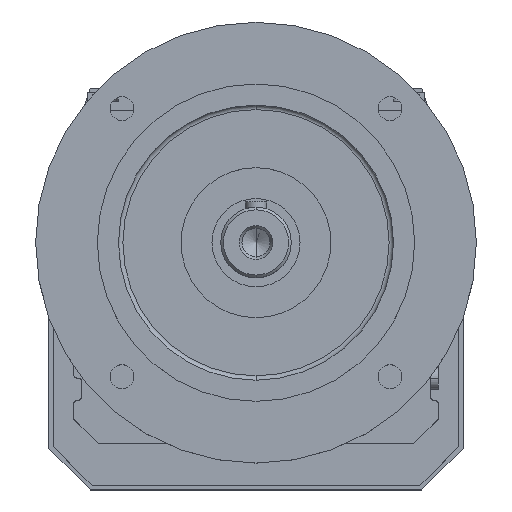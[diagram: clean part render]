
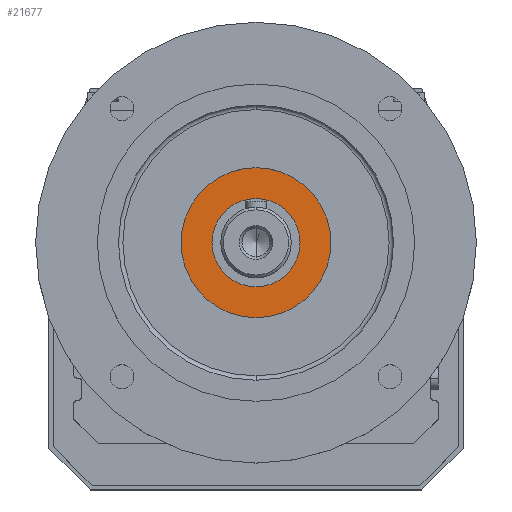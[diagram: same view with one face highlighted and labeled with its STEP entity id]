
A CAD part, top view. The second image highlights one B-rep face of the part: STEP entity #21677.
In plain terms, the highlighted planar face has unit normal (0, 0, 1).
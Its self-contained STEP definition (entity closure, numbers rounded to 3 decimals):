
#21442 = CYLINDRICAL_SURFACE('',#21443,42.525);
#21443 = AXIS2_PLACEMENT_3D('',#21444,#21445,#21446);
#21444 = CARTESIAN_POINT('',(0.,15.9,300.));
#21445 = DIRECTION('',(0.,0.,1.));
#21446 = DIRECTION('',(0.,-1.,0.));
#21495 = CYLINDRICAL_SURFACE('',#21496,42.525);
#21496 = AXIS2_PLACEMENT_3D('',#21497,#21498,#21499);
#21497 = CARTESIAN_POINT('',(0.,15.9,300.));
#21498 = DIRECTION('',(0.,0.,1.));
#21499 = DIRECTION('',(0.,-1.,0.));
#21537 = VERTEX_POINT('',#21538);
#21538 = CARTESIAN_POINT('',(0.,58.425,212.));
#21559 = VERTEX_POINT('',#21560);
#21560 = CARTESIAN_POINT('',(0.,-26.625,212.));
#21579 = EDGE_CURVE('',#21537,#21559,#21580,.T.);
#21580 = SURFACE_CURVE('',#21581,(#21586,#21615),.PCURVE_S1.);
#21581 = CIRCLE('',#21582,42.525);
#21582 = AXIS2_PLACEMENT_3D('',#21583,#21584,#21585);
#21583 = CARTESIAN_POINT('',(0.,15.9,212.));
#21584 = DIRECTION('',(0.,0.,-1.));
#21585 = DIRECTION('',(-1.,0.,0.));
#21586 = PCURVE('',#21442,#21587);
#21587 = DEFINITIONAL_REPRESENTATION('',(#21588),#21614);
#21588 = B_SPLINE_CURVE_WITH_KNOTS('',3,(#21589,#21590,#21591,#21592,
    #21593,#21594,#21595,#21596,#21597,#21598,#21599,#21600,#21601,
    #21602,#21603,#21604,#21605,#21606,#21607,#21608,#21609,#21610,
    #21611,#21612,#21613),.UNSPECIFIED.,.F.,.F.,(4,1,1,1,1,1,1,1,1,1,1,1
    ,1,1,1,1,1,1,1,1,1,1,4),(1.571,1.714,
    1.856,1.999,2.142,2.285,
    2.428,2.57,2.713,2.856,
    2.999,3.142,3.284,3.427,
    3.57,3.713,3.856,3.998,
    4.141,4.284,4.427,4.57,
    4.712),.QUASI_UNIFORM_KNOTS.);
#21589 = CARTESIAN_POINT('',(3.142,-88.));
#21590 = CARTESIAN_POINT('',(3.094,-88.));
#21591 = CARTESIAN_POINT('',(2.999,-88.));
#21592 = CARTESIAN_POINT('',(2.856,-88.));
#21593 = CARTESIAN_POINT('',(2.713,-88.));
#21594 = CARTESIAN_POINT('',(2.57,-88.));
#21595 = CARTESIAN_POINT('',(2.428,-88.));
#21596 = CARTESIAN_POINT('',(2.285,-88.));
#21597 = CARTESIAN_POINT('',(2.142,-88.));
#21598 = CARTESIAN_POINT('',(1.999,-88.));
#21599 = CARTESIAN_POINT('',(1.856,-88.));
#21600 = CARTESIAN_POINT('',(1.714,-88.));
#21601 = CARTESIAN_POINT('',(1.571,-88.));
#21602 = CARTESIAN_POINT('',(1.428,-88.));
#21603 = CARTESIAN_POINT('',(1.285,-88.));
#21604 = CARTESIAN_POINT('',(1.142,-88.));
#21605 = CARTESIAN_POINT('',(1.,-88.));
#21606 = CARTESIAN_POINT('',(0.857,-88.));
#21607 = CARTESIAN_POINT('',(0.714,-88.));
#21608 = CARTESIAN_POINT('',(0.571,-88.));
#21609 = CARTESIAN_POINT('',(0.428,-88.));
#21610 = CARTESIAN_POINT('',(0.286,-88.));
#21611 = CARTESIAN_POINT('',(0.143,-88.));
#21612 = CARTESIAN_POINT('',(0.048,-88.));
#21613 = CARTESIAN_POINT('',(0.,-88.));
#21614 = ( GEOMETRIC_REPRESENTATION_CONTEXT(2) 
PARAMETRIC_REPRESENTATION_CONTEXT() REPRESENTATION_CONTEXT('2D SPACE',''
  ) );
#21615 = PCURVE('',#21616,#21621);
#21616 = PLANE('',#21617);
#21617 = AXIS2_PLACEMENT_3D('',#21618,#21619,#21620);
#21618 = CARTESIAN_POINT('',(-18.344,9.044,212.));
#21619 = DIRECTION('',(0.,0.,-1.));
#21620 = DIRECTION('',(-1.,0.,0.));
#21621 = DEFINITIONAL_REPRESENTATION('',(#21622),#21626);
#21622 = CIRCLE('',#21623,42.525);
#21623 = AXIS2_PLACEMENT_2D('',#21624,#21625);
#21624 = CARTESIAN_POINT('',(-18.344,6.856));
#21625 = DIRECTION('',(1.,0.));
#21626 = ( GEOMETRIC_REPRESENTATION_CONTEXT(2) 
PARAMETRIC_REPRESENTATION_CONTEXT() REPRESENTATION_CONTEXT('2D SPACE',''
  ) );
#21631 = EDGE_CURVE('',#21559,#21537,#21632,.T.);
#21632 = SURFACE_CURVE('',#21633,(#21638,#21667),.PCURVE_S1.);
#21633 = CIRCLE('',#21634,42.525);
#21634 = AXIS2_PLACEMENT_3D('',#21635,#21636,#21637);
#21635 = CARTESIAN_POINT('',(0.,15.9,212.));
#21636 = DIRECTION('',(0.,0.,-1.));
#21637 = DIRECTION('',(-1.,0.,0.));
#21638 = PCURVE('',#21495,#21639);
#21639 = DEFINITIONAL_REPRESENTATION('',(#21640),#21666);
#21640 = B_SPLINE_CURVE_WITH_KNOTS('',3,(#21641,#21642,#21643,#21644,
    #21645,#21646,#21647,#21648,#21649,#21650,#21651,#21652,#21653,
    #21654,#21655,#21656,#21657,#21658,#21659,#21660,#21661,#21662,
    #21663,#21664,#21665),.UNSPECIFIED.,.F.,.F.,(4,1,1,1,1,1,1,1,1,1,1,1
    ,1,1,1,1,1,1,1,1,1,1,4),(4.712,4.855,
    4.998,5.141,5.284,5.426,
    5.569,5.712,5.855,5.998,
    6.14,6.283,6.426,6.569,
    6.712,6.854,6.997,7.14,
    7.283,7.426,7.568,7.711,
    7.854),.QUASI_UNIFORM_KNOTS.);
#21641 = CARTESIAN_POINT('',(6.283,-88.));
#21642 = CARTESIAN_POINT('',(6.236,-88.));
#21643 = CARTESIAN_POINT('',(6.14,-88.));
#21644 = CARTESIAN_POINT('',(5.998,-88.));
#21645 = CARTESIAN_POINT('',(5.855,-88.));
#21646 = CARTESIAN_POINT('',(5.712,-88.));
#21647 = CARTESIAN_POINT('',(5.569,-88.));
#21648 = CARTESIAN_POINT('',(5.426,-88.));
#21649 = CARTESIAN_POINT('',(5.284,-88.));
#21650 = CARTESIAN_POINT('',(5.141,-88.));
#21651 = CARTESIAN_POINT('',(4.998,-88.));
#21652 = CARTESIAN_POINT('',(4.855,-88.));
#21653 = CARTESIAN_POINT('',(4.712,-88.));
#21654 = CARTESIAN_POINT('',(4.57,-88.));
#21655 = CARTESIAN_POINT('',(4.427,-88.));
#21656 = CARTESIAN_POINT('',(4.284,-88.));
#21657 = CARTESIAN_POINT('',(4.141,-88.));
#21658 = CARTESIAN_POINT('',(3.998,-88.));
#21659 = CARTESIAN_POINT('',(3.856,-88.));
#21660 = CARTESIAN_POINT('',(3.713,-88.));
#21661 = CARTESIAN_POINT('',(3.57,-88.));
#21662 = CARTESIAN_POINT('',(3.427,-88.));
#21663 = CARTESIAN_POINT('',(3.284,-88.));
#21664 = CARTESIAN_POINT('',(3.189,-88.));
#21665 = CARTESIAN_POINT('',(3.142,-88.));
#21666 = ( GEOMETRIC_REPRESENTATION_CONTEXT(2) 
PARAMETRIC_REPRESENTATION_CONTEXT() REPRESENTATION_CONTEXT('2D SPACE',''
  ) );
#21667 = PCURVE('',#21616,#21668);
#21668 = DEFINITIONAL_REPRESENTATION('',(#21669),#21673);
#21669 = CIRCLE('',#21670,42.525);
#21670 = AXIS2_PLACEMENT_2D('',#21671,#21672);
#21671 = CARTESIAN_POINT('',(-18.344,6.856));
#21672 = DIRECTION('',(1.,0.));
#21673 = ( GEOMETRIC_REPRESENTATION_CONTEXT(2) 
PARAMETRIC_REPRESENTATION_CONTEXT() REPRESENTATION_CONTEXT('2D SPACE',''
  ) );
#21677 = ADVANCED_FACE('',(#21678,#21744),#21616,.F.);
#21678 = FACE_BOUND('',#21679,.T.);
#21679 = EDGE_LOOP('',(#21680,#21714));
#21680 = ORIENTED_EDGE('',*,*,#21681,.F.);
#21681 = EDGE_CURVE('',#21682,#21684,#21686,.T.);
#21682 = VERTEX_POINT('',#21683);
#21683 = CARTESIAN_POINT('',(0.,-9.1,212.));
#21684 = VERTEX_POINT('',#21685);
#21685 = CARTESIAN_POINT('',(0.,40.9,212.));
#21686 = SURFACE_CURVE('',#21687,(#21692,#21703),.PCURVE_S1.);
#21687 = CIRCLE('',#21688,25.);
#21688 = AXIS2_PLACEMENT_3D('',#21689,#21690,#21691);
#21689 = CARTESIAN_POINT('',(0.,15.9,212.));
#21690 = DIRECTION('',(0.,0.,1.));
#21691 = DIRECTION('',(-1.,0.,0.));
#21692 = PCURVE('',#21616,#21693);
#21693 = DEFINITIONAL_REPRESENTATION('',(#21694),#21702);
#21694 = ( BOUNDED_CURVE() B_SPLINE_CURVE(2,(#21695,#21696,#21697,#21698
    ,#21699,#21700,#21701),.UNSPECIFIED.,.F.,.F.) 
B_SPLINE_CURVE_WITH_KNOTS((1,2,2,2,2,1),(-2.094,0.,
    2.094,4.189,6.283,8.378),
.UNSPECIFIED.) CURVE() GEOMETRIC_REPRESENTATION_ITEM() 
RATIONAL_B_SPLINE_CURVE((1.,0.5,1.,0.5,1.,0.5,1.)) REPRESENTATION_ITEM(
  '') );
#21695 = CARTESIAN_POINT('',(6.656,6.856));
#21696 = CARTESIAN_POINT('',(6.656,-36.445));
#21697 = CARTESIAN_POINT('',(-30.844,-14.794));
#21698 = CARTESIAN_POINT('',(-68.344,6.856));
#21699 = CARTESIAN_POINT('',(-30.844,28.507));
#21700 = CARTESIAN_POINT('',(6.656,50.157));
#21701 = CARTESIAN_POINT('',(6.656,6.856));
#21702 = ( GEOMETRIC_REPRESENTATION_CONTEXT(2) 
PARAMETRIC_REPRESENTATION_CONTEXT() REPRESENTATION_CONTEXT('2D SPACE',''
  ) );
#21703 = PCURVE('',#21704,#21709);
#21704 = CYLINDRICAL_SURFACE('',#21705,25.);
#21705 = AXIS2_PLACEMENT_3D('',#21706,#21707,#21708);
#21706 = CARTESIAN_POINT('',(0.,15.9,300.));
#21707 = DIRECTION('',(0.,0.,1.));
#21708 = DIRECTION('',(0.,-1.,0.));
#21709 = DEFINITIONAL_REPRESENTATION('',(#21710),#21713);
#21710 = B_SPLINE_CURVE_WITH_KNOTS('',1,(#21711,#21712),.UNSPECIFIED.,
  .F.,.F.,(2,2),(1.571,4.712),
  .PIECEWISE_BEZIER_KNOTS.);
#21711 = CARTESIAN_POINT('',(0.,-88.));
#21712 = CARTESIAN_POINT('',(3.142,-88.));
#21713 = ( GEOMETRIC_REPRESENTATION_CONTEXT(2) 
PARAMETRIC_REPRESENTATION_CONTEXT() REPRESENTATION_CONTEXT('2D SPACE',''
  ) );
#21714 = ORIENTED_EDGE('',*,*,#21715,.F.);
#21715 = EDGE_CURVE('',#21684,#21682,#21716,.T.);
#21716 = SURFACE_CURVE('',#21717,(#21722,#21733),.PCURVE_S1.);
#21717 = CIRCLE('',#21718,25.);
#21718 = AXIS2_PLACEMENT_3D('',#21719,#21720,#21721);
#21719 = CARTESIAN_POINT('',(0.,15.9,212.));
#21720 = DIRECTION('',(0.,0.,1.));
#21721 = DIRECTION('',(-1.,0.,0.));
#21722 = PCURVE('',#21616,#21723);
#21723 = DEFINITIONAL_REPRESENTATION('',(#21724),#21732);
#21724 = ( BOUNDED_CURVE() B_SPLINE_CURVE(2,(#21725,#21726,#21727,#21728
    ,#21729,#21730,#21731),.UNSPECIFIED.,.F.,.F.) 
B_SPLINE_CURVE_WITH_KNOTS((1,2,2,2,2,1),(-2.094,0.,
    2.094,4.189,6.283,8.378),
.UNSPECIFIED.) CURVE() GEOMETRIC_REPRESENTATION_ITEM() 
RATIONAL_B_SPLINE_CURVE((1.,0.5,1.,0.5,1.,0.5,1.)) REPRESENTATION_ITEM(
  '') );
#21725 = CARTESIAN_POINT('',(6.656,6.856));
#21726 = CARTESIAN_POINT('',(6.656,-36.445));
#21727 = CARTESIAN_POINT('',(-30.844,-14.794));
#21728 = CARTESIAN_POINT('',(-68.344,6.856));
#21729 = CARTESIAN_POINT('',(-30.844,28.507));
#21730 = CARTESIAN_POINT('',(6.656,50.157));
#21731 = CARTESIAN_POINT('',(6.656,6.856));
#21732 = ( GEOMETRIC_REPRESENTATION_CONTEXT(2) 
PARAMETRIC_REPRESENTATION_CONTEXT() REPRESENTATION_CONTEXT('2D SPACE',''
  ) );
#21733 = PCURVE('',#21734,#21739);
#21734 = CYLINDRICAL_SURFACE('',#21735,25.);
#21735 = AXIS2_PLACEMENT_3D('',#21736,#21737,#21738);
#21736 = CARTESIAN_POINT('',(0.,15.9,300.));
#21737 = DIRECTION('',(0.,0.,1.));
#21738 = DIRECTION('',(0.,-1.,0.));
#21739 = DEFINITIONAL_REPRESENTATION('',(#21740),#21743);
#21740 = B_SPLINE_CURVE_WITH_KNOTS('',1,(#21741,#21742),.UNSPECIFIED.,
  .F.,.F.,(2,2),(4.712,7.854),
  .PIECEWISE_BEZIER_KNOTS.);
#21741 = CARTESIAN_POINT('',(3.142,-88.));
#21742 = CARTESIAN_POINT('',(6.283,-88.));
#21743 = ( GEOMETRIC_REPRESENTATION_CONTEXT(2) 
PARAMETRIC_REPRESENTATION_CONTEXT() REPRESENTATION_CONTEXT('2D SPACE',''
  ) );
#21744 = FACE_BOUND('',#21745,.T.);
#21745 = EDGE_LOOP('',(#21746,#21747));
#21746 = ORIENTED_EDGE('',*,*,#21631,.F.);
#21747 = ORIENTED_EDGE('',*,*,#21579,.F.);
